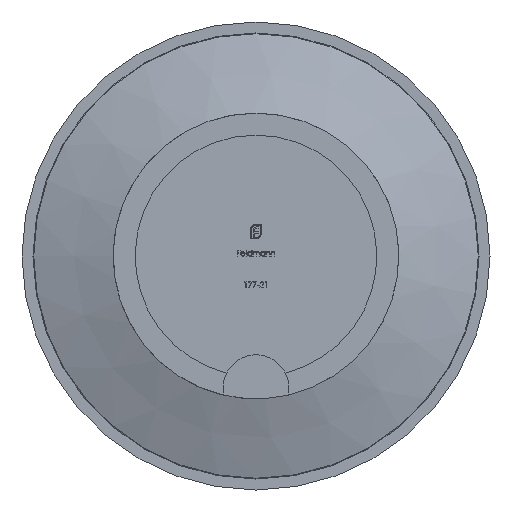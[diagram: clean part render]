
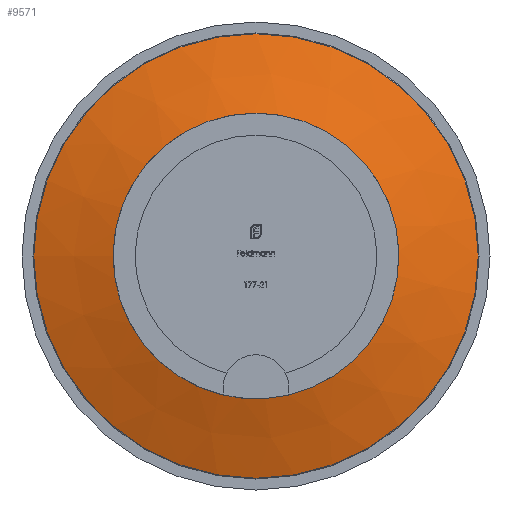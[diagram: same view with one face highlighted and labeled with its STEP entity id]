
A CAD part, front view. The second image highlights one B-rep face of the part: STEP entity #9571.
In plain terms, the highlighted conical face has half-angle 71.604 degrees and reference radius 6.5 mm.
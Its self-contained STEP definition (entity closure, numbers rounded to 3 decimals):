
#178 = ORIENTED_EDGE ( 'NONE', *, *, #5224, .T. ) ;
#716 = EDGE_LOOP ( 'NONE', ( #178 ) ) ;
#983 = EDGE_CURVE ( 'NONE', #5095, #5095, #7223, .T. ) ;
#1338 = CARTESIAN_POINT ( 'NONE',  ( 10.116, 2.503, 0. ) ) ;
#1396 = CARTESIAN_POINT ( 'NONE',  ( -6.5, 1.3, 0. ) ) ;
#1506 = CONICAL_SURFACE ( 'NONE', #4269, 6.5, 1.25 ) ;
#2475 = AXIS2_PLACEMENT_3D ( 'NONE', #2995, #6040, #9149 ) ;
#2995 = CARTESIAN_POINT ( 'NONE',  ( 0., 1.3, 0. ) ) ;
#3332 = FACE_OUTER_BOUND ( 'NONE', #3748, .T. ) ;
#3714 = CARTESIAN_POINT ( 'NONE',  ( 0., 2.503, 0. ) ) ;
#3748 = EDGE_LOOP ( 'NONE', ( #9514 ) ) ;
#4269 = AXIS2_PLACEMENT_3D ( 'NONE', #9934, #9905, #7491 ) ;
#5095 = VERTEX_POINT ( 'NONE', #1338 ) ;
#5224 = EDGE_CURVE ( 'NONE', #8227, #8227, #8142, .T. ) ;
#6040 = DIRECTION ( 'NONE',  ( 0., 1., 0. ) ) ;
#6498 = DIRECTION ( 'NONE',  ( 1., 0., 0. ) ) ;
#7223 = CIRCLE ( 'NONE', #7670, 10.116 ) ;
#7491 = DIRECTION ( 'NONE',  ( -1., 0., 0. ) ) ;
#7670 = AXIS2_PLACEMENT_3D ( 'NONE', #3714, #9094, #6498 ) ;
#8142 = CIRCLE ( 'NONE', #2475, 6.5 ) ;
#8227 = VERTEX_POINT ( 'NONE', #1396 ) ;
#8604 = FACE_BOUND ( 'NONE', #716, .T. ) ;
#9094 = DIRECTION ( 'NONE',  ( 0., -1., 0. ) ) ;
#9149 = DIRECTION ( 'NONE',  ( -1., 0., 0. ) ) ;
#9514 = ORIENTED_EDGE ( 'NONE', *, *, #983, .T. ) ;
#9571 = ADVANCED_FACE ( 'NONE', ( #3332, #8604 ), #1506, .T. ) ;
#9905 = DIRECTION ( 'NONE',  ( 0., 1., 0. ) ) ;
#9934 = CARTESIAN_POINT ( 'NONE',  ( 0., 1.3, 0. ) ) ;
